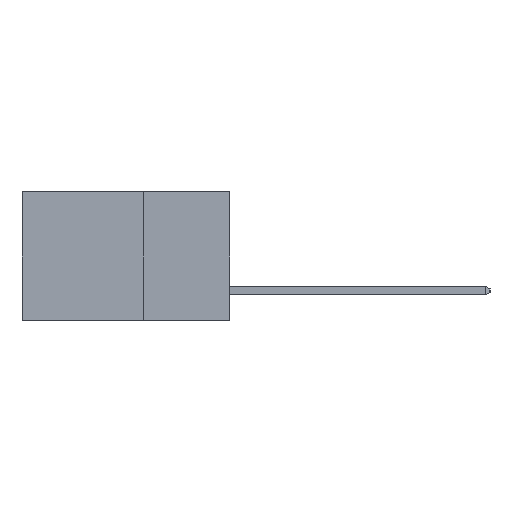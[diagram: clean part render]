
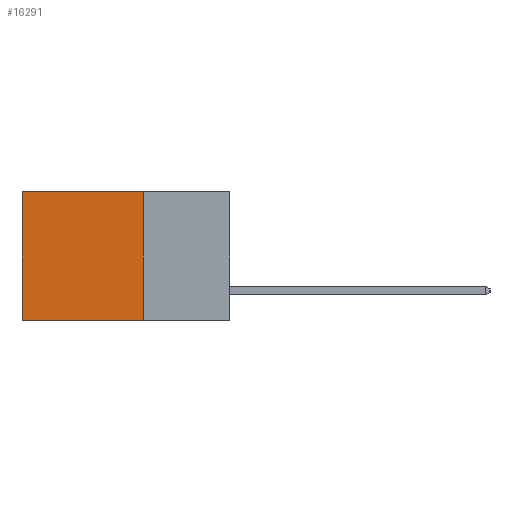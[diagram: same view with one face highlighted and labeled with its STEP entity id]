
A CAD part, left-side view. The second image highlights one B-rep face of the part: STEP entity #16291.
In plain terms, the highlighted planar face has unit normal (-1, 0, 0).
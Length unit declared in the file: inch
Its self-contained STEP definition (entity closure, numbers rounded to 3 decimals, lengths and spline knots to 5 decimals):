
#48 = CARTESIAN_POINT ( 'NONE',  ( 0.2615, 0.25, -0.37 ) ) ;
#123 = VERTEX_POINT ( 'NONE', #1232 ) ;
#305 = ORIENTED_EDGE ( 'NONE', *, *, #5397, .F. ) ;
#371 = VECTOR ( 'NONE', #10570, 39.37008 ) ;
#544 = CARTESIAN_POINT ( 'NONE',  ( 0.2615, 0.25, -0.37 ) ) ;
#859 = ORIENTED_EDGE ( 'NONE', *, *, #15691, .T. ) ;
#1232 = CARTESIAN_POINT ( 'NONE',  ( 0.2615, 0.25, -0.37 ) ) ;
#1585 = DIRECTION ( 'NONE',  ( 0., 0., -1. ) ) ;
#1642 = CARTESIAN_POINT ( 'NONE',  ( 0.2615, 0.25, 0. ) ) ;
#4243 = LINE ( 'NONE', #16034, #371 ) ;
#4427 = CARTESIAN_POINT ( 'NONE',  ( 0.2615, 0.25, 0. ) ) ;
#4520 = VECTOR ( 'NONE', #16958, 39.37008 ) ;
#5027 = EDGE_CURVE ( 'NONE', #12306, #12409, #17283, .T. ) ;
#5397 = EDGE_CURVE ( 'NONE', #17972, #123, #14933, .T. ) ;
#5726 = ORIENTED_EDGE ( 'NONE', *, *, #5027, .T. ) ;
#5809 = PLANE ( 'NONE',  #7989 ) ;
#7535 = VECTOR ( 'NONE', #10499, 39.37008 ) ;
#7989 = AXIS2_PLACEMENT_3D ( 'NONE', #48, #10059, #1585 ) ;
#8218 = EDGE_LOOP ( 'NONE', ( #5726, #12468, #305, #859 ) ) ;
#8272 = LINE ( 'NONE', #4427, #4520 ) ;
#9504 = VECTOR ( 'NONE', #15303, 39.37008 ) ;
#10059 = DIRECTION ( 'NONE',  ( 1., 0., 0. ) ) ;
#10499 = DIRECTION ( 'NONE',  ( 0., 0., -1. ) ) ;
#10570 = DIRECTION ( 'NONE',  ( 0., 1., 0. ) ) ;
#11089 = CARTESIAN_POINT ( 'NONE',  ( 0.2615, 0.6, 0. ) ) ;
#11826 = EDGE_CURVE ( 'NONE', #123, #12409, #4243, .T. ) ;
#12306 = VERTEX_POINT ( 'NONE', #11089 ) ;
#12409 = VERTEX_POINT ( 'NONE', #16815 ) ;
#12468 = ORIENTED_EDGE ( 'NONE', *, *, #11826, .F. ) ;
#13948 = CARTESIAN_POINT ( 'NONE',  ( 0.2615, 0.6, -0.37 ) ) ;
#14933 = LINE ( 'NONE', #544, #7535 ) ;
#15303 = DIRECTION ( 'NONE',  ( 0., 0., -1. ) ) ;
#15691 = EDGE_CURVE ( 'NONE', #17972, #12306, #8272, .T. ) ;
#16034 = CARTESIAN_POINT ( 'NONE',  ( 0.2615, 0.25, -0.37 ) ) ;
#16082 = FACE_OUTER_BOUND ( 'NONE', #8218, .T. ) ;
#16291 = ADVANCED_FACE ( 'NONE', ( #16082 ), #5809, .F. ) ;
#16815 = CARTESIAN_POINT ( 'NONE',  ( 0.2615, 0.6, -0.37 ) ) ;
#16958 = DIRECTION ( 'NONE',  ( 0., 1., 0. ) ) ;
#17283 = LINE ( 'NONE', #13948, #9504 ) ;
#17972 = VERTEX_POINT ( 'NONE', #1642 ) ;
